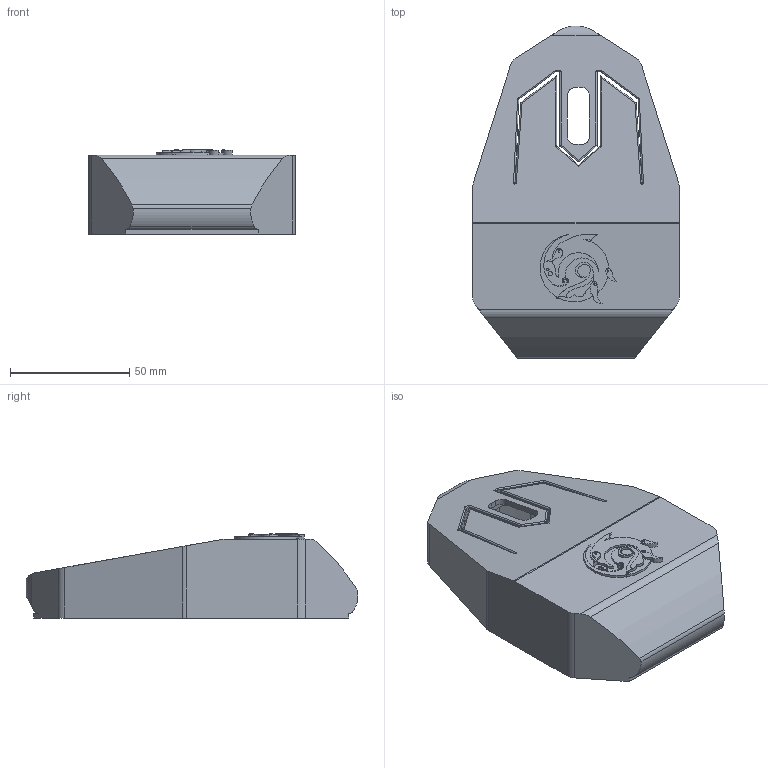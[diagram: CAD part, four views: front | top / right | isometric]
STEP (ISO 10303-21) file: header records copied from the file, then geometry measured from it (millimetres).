
FILE_DESCRIPTION(/* description */ ('STEP AP242','CAx-IF Rec.Pracs.---Representation and Presentation of Product Manufacturing Information (PMI)---4.0---2014-10-13','CAx-IF Rec.Pracs.---3D Tessellated Geometry---0.4---2014-09-14','2;1'),/* implementation_level */ '2;1');
FILE_NAME(/* name */ '6886e5c13fcf7266347a773a',/* time_stamp */ '2025-07-28T02:51:45Z',/* author */ (''),/* organization */ (''),/* preprocessor_version */ 'ST-DEVELOPER v20',/* originating_system */ 'ONSHAPE BY PTC INC, 1.201',/* authorisation */ ' ');
FILE_SCHEMA (('AP242_MANAGED_MODEL_BASED_3D_ENGINEERING_MIM_LF { 1 0 10303 442 1 1 4 }'));
Length unit declared in the file: metre
Products named in the file (1): Part 6
Bounding box: 86.49 x 139.15 x 35.34 mm (x, y, z)
Volume: 85130.5 mm3; surface area: 57453.2 mm2
Topology: 1 solids, 2 shells, 322 faces, 906 edges, 587 vertices
Faces by surface type: cylinder 151, plane 118, bspline 52, sphere 1
Full cylindrical faces by diameter (mm): 0.994 x1, 1.824 x1
Entity records: 13333 total; most frequent: CARTESIAN_POINT 5151, ORIENTED_EDGE 1798, DIRECTION 1626, EDGE_CURVE 899, VERTEX_POINT 587, AXIS2_PLACEMENT_3D 581, LINE 464, VECTOR 464
